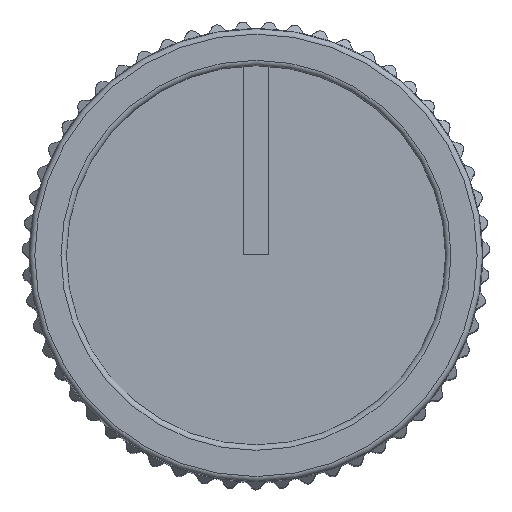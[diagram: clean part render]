
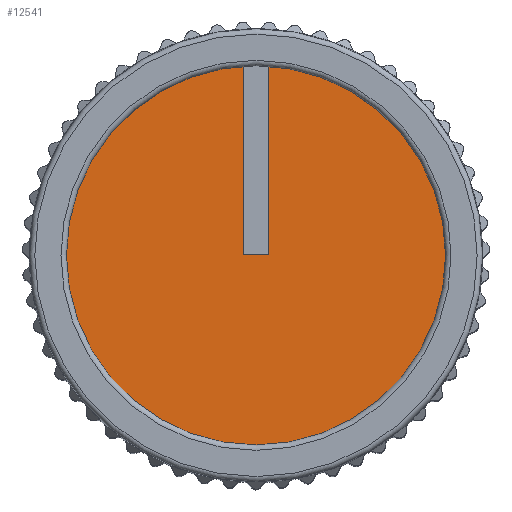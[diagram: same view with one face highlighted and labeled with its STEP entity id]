
A CAD part, top view. The second image highlights one B-rep face of the part: STEP entity #12541.
In plain terms, the highlighted planar face has unit normal (0, 0, 1).
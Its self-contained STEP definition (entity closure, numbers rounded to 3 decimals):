
#12516=CARTESIAN_POINT('',(5.25,0.0,16.31));
#12517=VERTEX_POINT('',#12516);
#12518=CARTESIAN_POINT('',(0.0,0.0,16.31));
#12519=DIRECTION('',(0.0,0.0,1.0));
#12520=DIRECTION('',(1.0,0.0,-0.0));
#12521=AXIS2_PLACEMENT_3D('',#12518,#12519,#12520);
#12522=CIRCLE('',#12521,5.25);
#12523=EDGE_CURVE('n� 280',#12517,#12517,#12522,.T.);
#12533=ORIENTED_EDGE('',*,*,#12523,.T.);
#12534=EDGE_LOOP('',(#12533));
#12535=FACE_OUTER_BOUND('',#12534,.T.);
#12536=CARTESIAN_POINT('',(0.0,0.0,16.31));
#12537=DIRECTION('',(0.0,0.0,1.0));
#12538=DIRECTION('',(1.0,0.0,-0.0));
#12539=AXIS2_PLACEMENT_3D('',#12536,#12537,#12538);
#12540=PLANE('',#12539);
#12541=ADVANCED_FACE('n� 291',(#12535),#12540,.T.);
